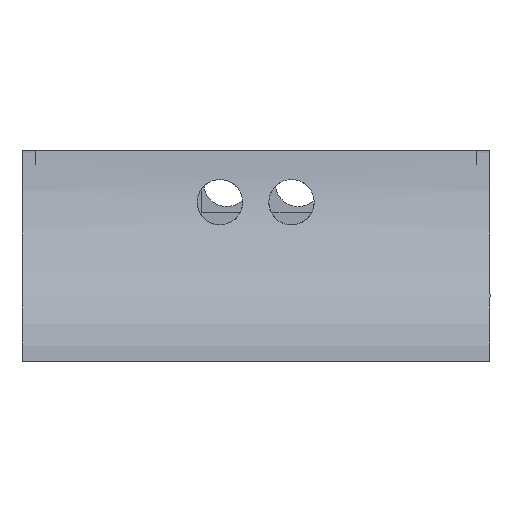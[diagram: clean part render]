
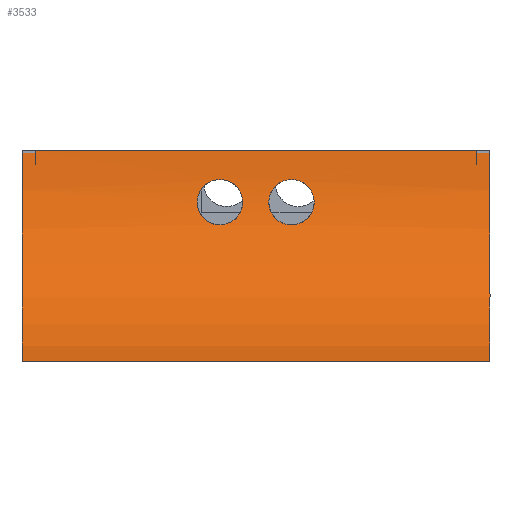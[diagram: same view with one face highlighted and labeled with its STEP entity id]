
A CAD part, front view. The second image highlights one B-rep face of the part: STEP entity #3533.
In plain terms, the highlighted cylindrical face has radius 87.379 mm (diameter 174.757 mm), a partial arc.
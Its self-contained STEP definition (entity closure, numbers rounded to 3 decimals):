
#50=B_SPLINE_CURVE_WITH_KNOTS('',3,(#6061,#6062,#6063,#6064,#6065,#6066,
#6067,#6068,#6069,#6070),.UNSPECIFIED.,.F.,.F.,(4,2,2,2,4),(0.,0.311,
0.622,0.951,1.28),.UNSPECIFIED.);
#51=B_SPLINE_CURVE_WITH_KNOTS('',3,(#6071,#6072,#6073,#6074,#6075,#6076,
#6077,#6078,#6079,#6080,#6081,#6082,#6083,#6084,#6085,#6086,#6087,#6088,
#6089,#6090,#6091,#6092,#6093,#6094,#6095,#6096),.UNSPECIFIED.,.F.,.F.,
(4,2,2,2,2,2,2,2,2,2,2,2,4),(1.28,1.602,1.923,
2.233,2.543,2.853,3.163,3.485,
3.807,4.136,4.465,4.776,5.087),
 .UNSPECIFIED.);
#52=B_SPLINE_CURVE_WITH_KNOTS('',3,(#6099,#6100,#6101,#6102,#6103,#6104,
#6105,#6106,#6107,#6108),.UNSPECIFIED.,.F.,.F.,(4,2,2,2,4),(0.,0.311,
0.622,0.951,1.28),.UNSPECIFIED.);
#53=B_SPLINE_CURVE_WITH_KNOTS('',3,(#6109,#6110,#6111,#6112,#6113,#6114,
#6115,#6116,#6117,#6118,#6119,#6120,#6121,#6122,#6123,#6124,#6125,#6126,
#6127,#6128,#6129,#6130,#6131,#6132,#6133,#6134),.UNSPECIFIED.,.F.,.F.,
(4,2,2,2,2,2,2,2,2,2,2,2,4),(1.28,1.602,1.923,
2.233,2.543,2.853,3.163,3.485,
3.807,4.136,4.465,4.776,5.087),
 .UNSPECIFIED.);
#129=FACE_BOUND('',#747,.T.);
#130=FACE_BOUND('',#748,.T.);
#301=CYLINDRICAL_SURFACE('',#3849,87.378);
#485=FACE_OUTER_BOUND('',#746,.T.);
#746=EDGE_LOOP('',(#3290,#3291,#3292,#3293));
#747=EDGE_LOOP('',(#3294,#3295));
#748=EDGE_LOOP('',(#3296,#3297));
#1113=LINE('',#6048,#1479);
#1117=LINE('',#6058,#1483);
#1479=VECTOR('',#4752,10.);
#1483=VECTOR('',#4764,10.);
#1581=CIRCLE('',#3848,87.378);
#1582=CIRCLE('',#3850,87.378);
#1895=VERTEX_POINT('',#6046);
#1896=VERTEX_POINT('',#6047);
#1897=VERTEX_POINT('',#6052);
#1898=VERTEX_POINT('',#6056);
#1899=VERTEX_POINT('',#6059);
#1900=VERTEX_POINT('',#6060);
#1901=VERTEX_POINT('',#6097);
#1902=VERTEX_POINT('',#6098);
#2363=EDGE_CURVE('',#1895,#1896,#1113,.T.);
#2366=EDGE_CURVE('',#1895,#1897,#1581,.T.);
#2368=EDGE_CURVE('',#1898,#1896,#1582,.T.);
#2369=EDGE_CURVE('',#1898,#1897,#1117,.T.);
#2370=EDGE_CURVE('',#1899,#1900,#50,.T.);
#2371=EDGE_CURVE('',#1900,#1899,#51,.T.);
#2372=EDGE_CURVE('',#1901,#1902,#52,.T.);
#2373=EDGE_CURVE('',#1902,#1901,#53,.T.);
#3290=ORIENTED_EDGE('',*,*,#2368,.F.);
#3291=ORIENTED_EDGE('',*,*,#2369,.T.);
#3292=ORIENTED_EDGE('',*,*,#2366,.F.);
#3293=ORIENTED_EDGE('',*,*,#2363,.T.);
#3294=ORIENTED_EDGE('',*,*,#2370,.T.);
#3295=ORIENTED_EDGE('',*,*,#2371,.T.);
#3296=ORIENTED_EDGE('',*,*,#2372,.T.);
#3297=ORIENTED_EDGE('',*,*,#2373,.T.);
#3533=ADVANCED_FACE('',(#485,#129,#130),#301,.F.);
#3848=AXIS2_PLACEMENT_3D('',#6053,#4757,#4758);
#3849=AXIS2_PLACEMENT_3D('',#6055,#4760,#4761);
#3850=AXIS2_PLACEMENT_3D('',#6057,#4762,#4763);
#4752=DIRECTION('',(1.,0.,0.));
#4757=DIRECTION('center_axis',(1.,0.,0.));
#4758=DIRECTION('ref_axis',(0.,0.309,-0.951));
#4760=DIRECTION('center_axis',(1.,0.,0.));
#4761=DIRECTION('ref_axis',(0.,0.309,-0.951));
#4762=DIRECTION('center_axis',(-1.,0.,0.));
#4763=DIRECTION('ref_axis',(0.,0.309,-0.951));
#4764=DIRECTION('',(-1.,0.,0.));
#6046=CARTESIAN_POINT('',(-85.,-115.,0.));
#6047=CARTESIAN_POINT('',(85.,-115.,0.));
#6048=CARTESIAN_POINT('',(0.,-115.,0.));
#6052=CARTESIAN_POINT('',(-85.,-54.837,76.994));
#6053=CARTESIAN_POINT('Origin',(-85.,-142.002,83.102));
#6055=CARTESIAN_POINT('Origin',(0.,-142.002,
83.102));
#6056=CARTESIAN_POINT('',(85.,-54.837,76.994));
#6057=CARTESIAN_POINT('Origin',(85.,-142.002,83.102));
#6058=CARTESIAN_POINT('',(0.,-54.837,76.994));
#6059=CARTESIAN_POINT('',(12.892,-61.221,49.794));
#6060=CARTESIAN_POINT('',(4.642,-58.294,58.044));
#6061=CARTESIAN_POINT('Ctrl Pts',(12.892,-61.221,49.794));
#6062=CARTESIAN_POINT('Ctrl Pts',(11.856,-61.221,49.794));
#6063=CARTESIAN_POINT('Ctrl Pts',(10.757,-61.134,50.002));
#6064=CARTESIAN_POINT('Ctrl Pts',(8.75,-60.801,50.827));
#6065=CARTESIAN_POINT('Ctrl Pts',(7.841,-60.556,51.445));
#6066=CARTESIAN_POINT('Ctrl Pts',(6.366,-60.01,52.886));
#6067=CARTESIAN_POINT('Ctrl Pts',(5.716,-59.668,53.823));
#6068=CARTESIAN_POINT('Ctrl Pts',(4.854,-58.966,55.876));
#6069=CARTESIAN_POINT('Ctrl Pts',(4.642,-58.608,56.993));
#6070=CARTESIAN_POINT('Ctrl Pts',(4.642,-58.294,58.044));
#6071=CARTESIAN_POINT('Ctrl Pts',(4.642,-58.294,58.044));
#6072=CARTESIAN_POINT('Ctrl Pts',(4.642,-57.986,59.072));
#6073=CARTESIAN_POINT('Ctrl Pts',(4.845,-57.678,60.177));
#6074=CARTESIAN_POINT('Ctrl Pts',(5.693,-57.148,62.224));
#6075=CARTESIAN_POINT('Ctrl Pts',(6.337,-56.925,63.166));
#6076=CARTESIAN_POINT('Ctrl Pts',(7.816,-56.596,64.628));
#6077=CARTESIAN_POINT('Ctrl Pts',(8.737,-56.465,65.255));
#6078=CARTESIAN_POINT('Ctrl Pts',(10.758,-56.295,66.088));
#6079=CARTESIAN_POINT('Ctrl Pts',(11.858,-56.255,66.294));
#6080=CARTESIAN_POINT('Ctrl Pts',(13.925,-56.255,66.294));
#6081=CARTESIAN_POINT('Ctrl Pts',(15.025,-56.295,66.088));
#6082=CARTESIAN_POINT('Ctrl Pts',(17.047,-56.465,65.255));
#6083=CARTESIAN_POINT('Ctrl Pts',(17.967,-56.596,64.628));
#6084=CARTESIAN_POINT('Ctrl Pts',(19.446,-56.925,63.166));
#6085=CARTESIAN_POINT('Ctrl Pts',(20.09,-57.148,62.224));
#6086=CARTESIAN_POINT('Ctrl Pts',(20.938,-57.678,60.177));
#6087=CARTESIAN_POINT('Ctrl Pts',(21.142,-57.986,59.072));
#6088=CARTESIAN_POINT('Ctrl Pts',(21.142,-58.608,56.993));
#6089=CARTESIAN_POINT('Ctrl Pts',(20.929,-58.966,55.876));
#6090=CARTESIAN_POINT('Ctrl Pts',(20.067,-59.668,53.823));
#6091=CARTESIAN_POINT('Ctrl Pts',(19.417,-60.01,52.886));
#6092=CARTESIAN_POINT('Ctrl Pts',(17.942,-60.556,51.445));
#6093=CARTESIAN_POINT('Ctrl Pts',(17.033,-60.801,50.827));
#6094=CARTESIAN_POINT('Ctrl Pts',(15.026,-61.134,50.002));
#6095=CARTESIAN_POINT('Ctrl Pts',(13.928,-61.221,49.794));
#6096=CARTESIAN_POINT('Ctrl Pts',(12.892,-61.221,49.794));
#6097=CARTESIAN_POINT('',(-13.108,-61.221,49.794));
#6098=CARTESIAN_POINT('',(-21.358,-58.294,58.044));
#6099=CARTESIAN_POINT('Ctrl Pts',(-13.108,-61.221,49.794));
#6100=CARTESIAN_POINT('Ctrl Pts',(-14.144,-61.221,49.794));
#6101=CARTESIAN_POINT('Ctrl Pts',(-15.243,-61.134,50.002));
#6102=CARTESIAN_POINT('Ctrl Pts',(-17.25,-60.801,50.827));
#6103=CARTESIAN_POINT('Ctrl Pts',(-18.159,-60.556,51.445));
#6104=CARTESIAN_POINT('Ctrl Pts',(-19.634,-60.01,52.886));
#6105=CARTESIAN_POINT('Ctrl Pts',(-20.284,-59.668,53.823));
#6106=CARTESIAN_POINT('Ctrl Pts',(-21.146,-58.966,55.876));
#6107=CARTESIAN_POINT('Ctrl Pts',(-21.358,-58.608,56.993));
#6108=CARTESIAN_POINT('Ctrl Pts',(-21.358,-58.294,58.044));
#6109=CARTESIAN_POINT('Ctrl Pts',(-21.358,-58.294,58.044));
#6110=CARTESIAN_POINT('Ctrl Pts',(-21.358,-57.986,59.072));
#6111=CARTESIAN_POINT('Ctrl Pts',(-21.155,-57.678,60.177));
#6112=CARTESIAN_POINT('Ctrl Pts',(-20.307,-57.148,62.224));
#6113=CARTESIAN_POINT('Ctrl Pts',(-19.663,-56.925,63.166));
#6114=CARTESIAN_POINT('Ctrl Pts',(-18.184,-56.596,64.628));
#6115=CARTESIAN_POINT('Ctrl Pts',(-17.263,-56.465,65.255));
#6116=CARTESIAN_POINT('Ctrl Pts',(-15.242,-56.295,66.088));
#6117=CARTESIAN_POINT('Ctrl Pts',(-14.142,-56.255,66.294));
#6118=CARTESIAN_POINT('Ctrl Pts',(-12.075,-56.255,66.294));
#6119=CARTESIAN_POINT('Ctrl Pts',(-10.975,-56.295,66.088));
#6120=CARTESIAN_POINT('Ctrl Pts',(-8.953,-56.465,65.255));
#6121=CARTESIAN_POINT('Ctrl Pts',(-8.033,-56.596,64.628));
#6122=CARTESIAN_POINT('Ctrl Pts',(-6.554,-56.925,63.166));
#6123=CARTESIAN_POINT('Ctrl Pts',(-5.91,-57.148,62.224));
#6124=CARTESIAN_POINT('Ctrl Pts',(-5.062,-57.678,60.177));
#6125=CARTESIAN_POINT('Ctrl Pts',(-4.858,-57.986,59.072));
#6126=CARTESIAN_POINT('Ctrl Pts',(-4.858,-58.608,56.993));
#6127=CARTESIAN_POINT('Ctrl Pts',(-5.071,-58.966,55.876));
#6128=CARTESIAN_POINT('Ctrl Pts',(-5.933,-59.668,53.823));
#6129=CARTESIAN_POINT('Ctrl Pts',(-6.583,-60.01,52.886));
#6130=CARTESIAN_POINT('Ctrl Pts',(-8.058,-60.556,51.445));
#6131=CARTESIAN_POINT('Ctrl Pts',(-8.967,-60.801,50.827));
#6132=CARTESIAN_POINT('Ctrl Pts',(-10.974,-61.134,50.002));
#6133=CARTESIAN_POINT('Ctrl Pts',(-12.072,-61.221,49.794));
#6134=CARTESIAN_POINT('Ctrl Pts',(-13.108,-61.221,49.794));
